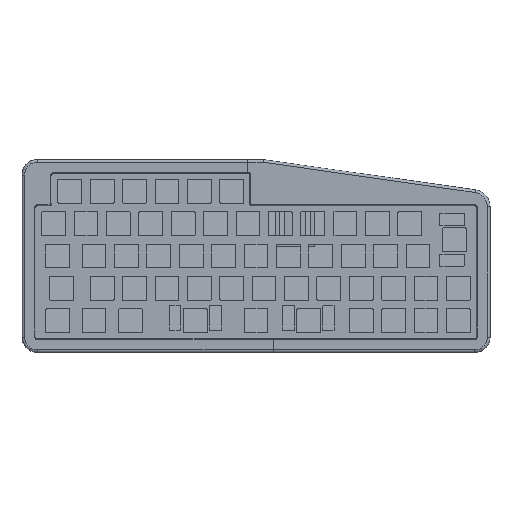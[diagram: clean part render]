
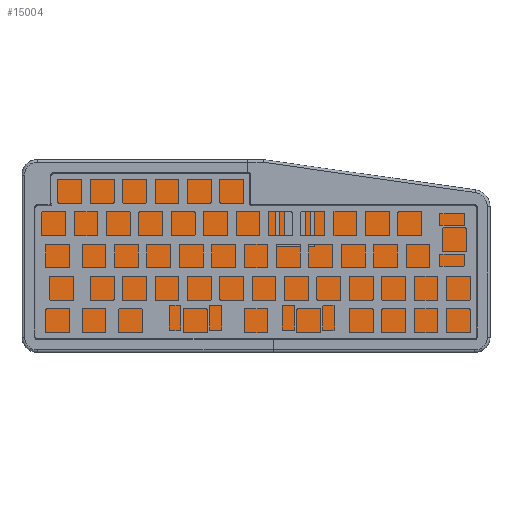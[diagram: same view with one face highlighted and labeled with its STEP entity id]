
A CAD part, top view. The second image highlights one B-rep face of the part: STEP entity #15004.
In plain terms, the highlighted planar face has unit normal (0, 0.087, 0.996).
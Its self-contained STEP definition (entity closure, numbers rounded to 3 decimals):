
#50=B_SPLINE_CURVE_WITH_KNOTS('',3,(#22505,#22506,#22507,#22508,#22509,
#22510,#22511,#22512,#22513,#22514),.UNSPECIFIED.,.F.,.F.,(4,3,3,4),(1.82,
2.136,2.451,2.925),.UNSPECIFIED.);
#51=B_SPLINE_CURVE_WITH_KNOTS('',3,(#22546,#22547,#22548,#22549,#22550,
#22551,#22552,#22553,#22554,#22555),.UNSPECIFIED.,.F.,.F.,(4,2,2,2,4),(0.,
0.315,0.629,0.89,1.149),
 .UNSPECIFIED.);
#52=B_SPLINE_CURVE_WITH_KNOTS('',3,(#22590,#22591,#22592,#22593,#22594,
#22595,#22596,#22597,#22598,#22599),.UNSPECIFIED.,.F.,.F.,(4,3,3,4),(1.82,
2.136,2.451,2.925),.UNSPECIFIED.);
#53=B_SPLINE_CURVE_WITH_KNOTS('',3,(#22630,#22631,#22632,#22633,#22634,
#22635,#22636,#22637,#22638,#22639),.UNSPECIFIED.,.F.,.F.,(4,3,3,4),(0.714,
1.188,1.504,1.82),.UNSPECIFIED.);
#106=FACE_BOUND('',#1695,.T.);
#107=FACE_BOUND('',#1696,.T.);
#108=FACE_BOUND('',#1697,.T.);
#109=FACE_BOUND('',#1698,.T.);
#110=FACE_BOUND('',#1699,.T.);
#111=FACE_BOUND('',#1700,.T.);
#373=PLANE('',#15936);
#845=FACE_OUTER_BOUND('',#1694,.T.);
#1694=EDGE_LOOP('',(#10414,#10415,#10416,#10417,#10418,#10419,#10420,#10421,
#10422));
#1695=EDGE_LOOP('',(#10423));
#1696=EDGE_LOOP('',(#10424));
#1697=EDGE_LOOP('',(#10425));
#1698=EDGE_LOOP('',(#10426));
#1699=EDGE_LOOP('',(#10427));
#1700=EDGE_LOOP('',(#10428));
#2749=LINE('',#22519,#4183);
#2752=LINE('',#22559,#4186);
#2754=LINE('',#22563,#4188);
#2757=LINE('',#22603,#4191);
#2760=LINE('',#22642,#4194);
#4183=VECTOR('',#17798,10.);
#4186=VECTOR('',#17803,10.);
#4188=VECTOR('',#17807,10.);
#4191=VECTOR('',#17812,10.);
#4194=VECTOR('',#17817,10.);
#5596=CIRCLE('',#15914,1.);
#5602=CIRCLE('',#15922,1.);
#5603=CIRCLE('',#15924,1.);
#5604=CIRCLE('',#15926,1.);
#5605=CIRCLE('',#15928,1.);
#5606=CIRCLE('',#15930,1.);
#6395=VERTEX_POINT('',#22391);
#6410=VERTEX_POINT('',#22460);
#6411=VERTEX_POINT('',#22464);
#6412=VERTEX_POINT('',#22468);
#6413=VERTEX_POINT('',#22472);
#6414=VERTEX_POINT('',#22476);
#6415=VERTEX_POINT('',#22503);
#6416=VERTEX_POINT('',#22504);
#6417=VERTEX_POINT('',#22518);
#6418=VERTEX_POINT('',#22545);
#6419=VERTEX_POINT('',#22558);
#6420=VERTEX_POINT('',#22562);
#6421=VERTEX_POINT('',#22589);
#6422=VERTEX_POINT('',#22602);
#6423=VERTEX_POINT('',#22629);
#7942=EDGE_CURVE('',#6395,#6395,#5596,.T.);
#7958=EDGE_CURVE('',#6410,#6410,#5602,.T.);
#7960=EDGE_CURVE('',#6411,#6411,#5603,.T.);
#7962=EDGE_CURVE('',#6412,#6412,#5604,.T.);
#7964=EDGE_CURVE('',#6413,#6413,#5605,.T.);
#7966=EDGE_CURVE('',#6414,#6414,#5606,.T.);
#7967=EDGE_CURVE('',#6415,#6416,#50,.T.);
#7970=EDGE_CURVE('',#6416,#6417,#2749,.T.);
#7972=EDGE_CURVE('',#6417,#6418,#51,.T.);
#7974=EDGE_CURVE('',#6418,#6419,#2752,.T.);
#7976=EDGE_CURVE('',#6419,#6420,#2754,.T.);
#7978=EDGE_CURVE('',#6420,#6421,#52,.T.);
#7980=EDGE_CURVE('',#6421,#6422,#2757,.T.);
#7982=EDGE_CURVE('',#6422,#6423,#53,.T.);
#7984=EDGE_CURVE('',#6423,#6415,#2760,.T.);
#10414=ORIENTED_EDGE('',*,*,#7984,.T.);
#10415=ORIENTED_EDGE('',*,*,#7967,.T.);
#10416=ORIENTED_EDGE('',*,*,#7970,.T.);
#10417=ORIENTED_EDGE('',*,*,#7972,.T.);
#10418=ORIENTED_EDGE('',*,*,#7974,.T.);
#10419=ORIENTED_EDGE('',*,*,#7976,.T.);
#10420=ORIENTED_EDGE('',*,*,#7978,.T.);
#10421=ORIENTED_EDGE('',*,*,#7980,.T.);
#10422=ORIENTED_EDGE('',*,*,#7982,.T.);
#10423=ORIENTED_EDGE('',*,*,#7960,.T.);
#10424=ORIENTED_EDGE('',*,*,#7962,.T.);
#10425=ORIENTED_EDGE('',*,*,#7964,.T.);
#10426=ORIENTED_EDGE('',*,*,#7966,.T.);
#10427=ORIENTED_EDGE('',*,*,#7942,.T.);
#10428=ORIENTED_EDGE('',*,*,#7958,.T.);
#15004=ADVANCED_FACE('',(#845,#106,#107,#108,#109,#110,#111),#373,.F.);
#15914=AXIS2_PLACEMENT_3D('',#22393,#17750,#17751);
#15922=AXIS2_PLACEMENT_3D('',#22462,#17772,#17773);
#15924=AXIS2_PLACEMENT_3D('',#22466,#17777,#17778);
#15926=AXIS2_PLACEMENT_3D('',#22470,#17782,#17783);
#15928=AXIS2_PLACEMENT_3D('',#22474,#17787,#17788);
#15930=AXIS2_PLACEMENT_3D('',#22478,#17792,#17793);
#15936=AXIS2_PLACEMENT_3D('',#22643,#17818,#17819);
#17750=DIRECTION('center_axis',(0.,-0.087,
-0.996));
#17751=DIRECTION('ref_axis',(0.,0.996,-0.087));
#17772=DIRECTION('center_axis',(0.,-0.087,
-0.996));
#17773=DIRECTION('ref_axis',(0.,0.996,-0.087));
#17777=DIRECTION('center_axis',(0.,-0.087,
-0.996));
#17778=DIRECTION('ref_axis',(0.,0.996,-0.087));
#17782=DIRECTION('center_axis',(0.,-0.087,
-0.996));
#17783=DIRECTION('ref_axis',(0.,0.996,-0.087));
#17787=DIRECTION('center_axis',(0.,-0.087,
-0.996));
#17788=DIRECTION('ref_axis',(0.,0.996,-0.087));
#17792=DIRECTION('center_axis',(0.,-0.087,
-0.996));
#17793=DIRECTION('ref_axis',(0.,0.996,-0.087));
#17798=DIRECTION('',(0.,0.996,-0.087));
#17803=DIRECTION('',(-0.99,0.141,-0.012));
#17807=DIRECTION('',(-1.,0.,0.));
#17812=DIRECTION('',(0.,-0.996,0.087));
#17817=DIRECTION('',(1.,0.,0.));
#17818=DIRECTION('center_axis',(0.,-0.087,
-0.996));
#17819=DIRECTION('ref_axis',(0.,-0.996,0.087));
#22391=CARTESIAN_POINT('',(-52.75,-81.825,10.023));
#22393=CARTESIAN_POINT('Origin',(-51.75,-81.825,10.023));
#22460=CARTESIAN_POINT('',(-52.75,-183.684,18.959));
#22462=CARTESIAN_POINT('Origin',(-51.75,-183.684,18.959));
#22464=CARTESIAN_POINT('',(130.25,-100.752,11.683));
#22466=CARTESIAN_POINT('Origin',(131.25,-100.752,11.683));
#22468=CARTESIAN_POINT('',(38.75,-81.825,10.023));
#22470=CARTESIAN_POINT('Origin',(39.75,-81.825,10.023));
#22472=CARTESIAN_POINT('',(130.25,-183.684,18.959));
#22474=CARTESIAN_POINT('Origin',(131.25,-183.684,18.959));
#22476=CARTESIAN_POINT('',(38.75,-183.684,18.959));
#22478=CARTESIAN_POINT('Origin',(39.75,-183.684,18.959));
#22503=CARTESIAN_POINT('',(168.25,-186.696,19.224));
#22504=CARTESIAN_POINT('',(175.25,-179.692,18.609));
#22505=CARTESIAN_POINT('Ctrl Pts',(168.25,-186.696,19.224));
#22506=CARTESIAN_POINT('Ctrl Pts',(169.297,-186.696,19.224));
#22507=CARTESIAN_POINT('Ctrl Pts',(170.341,-186.457,19.203));
#22508=CARTESIAN_POINT('Ctrl Pts',(171.284,-186.003,19.163));
#22509=CARTESIAN_POINT('Ctrl Pts',(172.227,-185.548,19.123));
#22510=CARTESIAN_POINT('Ctrl Pts',(173.068,-184.879,19.064));
#22511=CARTESIAN_POINT('Ctrl Pts',(173.72,-184.06,18.992));
#22512=CARTESIAN_POINT('Ctrl Pts',(174.698,-182.831,18.885));
#22513=CARTESIAN_POINT('Ctrl Pts',(175.25,-181.265,18.747));
#22514=CARTESIAN_POINT('Ctrl Pts',(175.25,-179.692,18.609));
#22518=CARTESIAN_POINT('',(175.25,-103.023,11.883));
#22519=CARTESIAN_POINT('',(175.25,-89.114,10.662));
#22545=CARTESIAN_POINT('',(168.381,-95.1,11.187));
#22546=CARTESIAN_POINT('Ctrl Pts',(175.25,-103.023,11.883));
#22547=CARTESIAN_POINT('Ctrl Pts',(175.25,-101.978,11.791));
#22548=CARTESIAN_POINT('Ctrl Pts',(175.046,-100.943,11.7));
#22549=CARTESIAN_POINT('Ctrl Pts',(174.25,-99.011,11.531));
#22550=CARTESIAN_POINT('Ctrl Pts',(173.667,-98.131,11.453));
#22551=CARTESIAN_POINT('Ctrl Pts',(172.322,-96.774,11.334));
#22552=CARTESIAN_POINT('Ctrl Pts',(171.617,-96.261,11.289));
#22553=CARTESIAN_POINT('Ctrl Pts',(170.07,-95.483,11.221));
#22554=CARTESIAN_POINT('Ctrl Pts',(169.239,-95.222,11.198));
#22555=CARTESIAN_POINT('Ctrl Pts',(168.381,-95.1,11.187));
#22558=CARTESIAN_POINT('',(43.757,-77.289,9.625));
#22559=CARTESIAN_POINT('',(108.975,-86.61,10.443));
#22562=CARTESIAN_POINT('',(-89.075,-77.289,9.625));
#22563=CARTESIAN_POINT('',(44.088,-77.289,9.625));
#22589=CARTESIAN_POINT('',(-96.075,-84.293,10.239));
#22590=CARTESIAN_POINT('Ctrl Pts',(-89.075,-77.289,
9.625));
#22591=CARTESIAN_POINT('Ctrl Pts',(-90.122,-77.289,
9.625));
#22592=CARTESIAN_POINT('Ctrl Pts',(-91.166,-77.528,
9.646));
#22593=CARTESIAN_POINT('Ctrl Pts',(-92.109,-77.982,9.686));
#22594=CARTESIAN_POINT('Ctrl Pts',(-93.052,-78.437,
9.725));
#22595=CARTESIAN_POINT('Ctrl Pts',(-93.894,-79.106,
9.784));
#22596=CARTESIAN_POINT('Ctrl Pts',(-94.545,-79.925,9.856));
#22597=CARTESIAN_POINT('Ctrl Pts',(-95.523,-81.154,
9.964));
#22598=CARTESIAN_POINT('Ctrl Pts',(-96.075,-82.72,
10.101));
#22599=CARTESIAN_POINT('Ctrl Pts',(-96.075,-84.293,
10.239));
#22602=CARTESIAN_POINT('',(-96.075,-179.692,18.609));
#22603=CARTESIAN_POINT('',(-96.075,-127.449,14.026));
#22629=CARTESIAN_POINT('',(-89.075,-186.696,19.224));
#22630=CARTESIAN_POINT('Ctrl Pts',(-96.075,-179.692,
18.609));
#22631=CARTESIAN_POINT('Ctrl Pts',(-96.075,-181.265,
18.747));
#22632=CARTESIAN_POINT('Ctrl Pts',(-95.523,-182.831,
18.885));
#22633=CARTESIAN_POINT('Ctrl Pts',(-94.545,-184.06,
18.992));
#22634=CARTESIAN_POINT('Ctrl Pts',(-93.893,-184.879,19.064));
#22635=CARTESIAN_POINT('Ctrl Pts',(-93.052,-185.548,
19.123));
#22636=CARTESIAN_POINT('Ctrl Pts',(-92.109,-186.003,19.163));
#22637=CARTESIAN_POINT('Ctrl Pts',(-91.166,-186.457,
19.203));
#22638=CARTESIAN_POINT('Ctrl Pts',(-90.122,-186.696,
19.224));
#22639=CARTESIAN_POINT('Ctrl Pts',(-89.075,-186.696,
19.224));
#22642=CARTESIAN_POINT('',(172.75,-186.696,19.224));
#22643=CARTESIAN_POINT('Origin',(177.25,-75.205,9.442));
